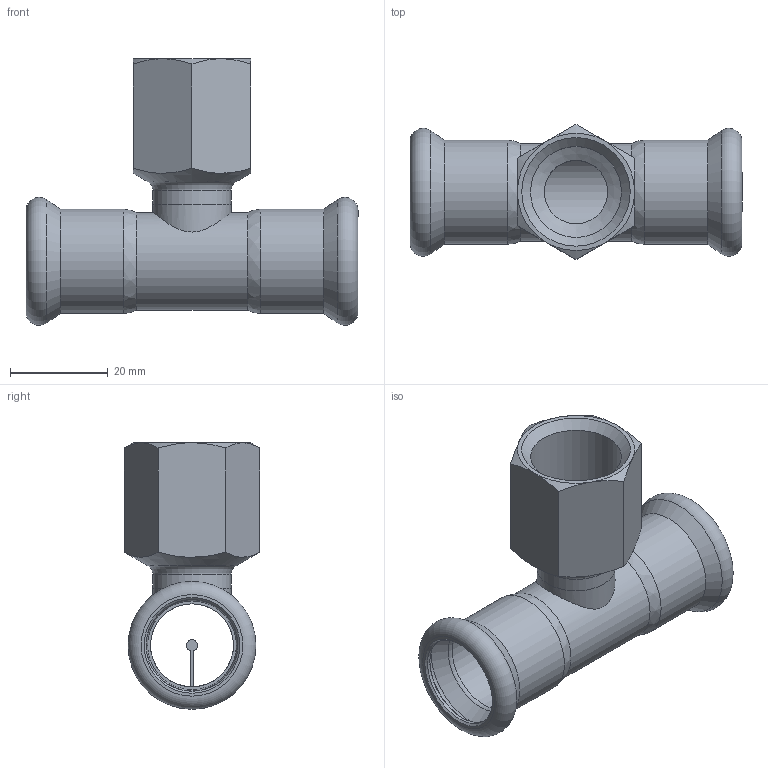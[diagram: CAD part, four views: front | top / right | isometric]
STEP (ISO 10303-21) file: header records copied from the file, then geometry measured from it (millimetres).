
FILE_DESCRIPTION(/* description */ (''),/* implementation_level */ '2;1');
FILE_NAME(/* name */ '34053.stp',/* time_stamp */ '2014-04-01T20:27:11+02:00',/* author */ ('bruh'),/* organization */ (''),/* preprocessor_version */ 'ST-DEVELOPER v15.2',/* originating_system */ 'Autodesk Inventor 2014',/* authorisation */ '');
FILE_SCHEMA (('AUTOMOTIVE_DESIGN { 1 0 10303 214 3 1 1 }'));
Length unit declared in the file: millimetre
Products named in the file (4): 401090; 900022; 101556; 34053
Bounding box: 68 x 27.71 x 54.6 mm (x, y, z)
Volume: 13973 mm3; surface area: 14634.9 mm2
Topology: 4 solids, 4 shells, 68 faces, 144 edges, 89 vertices
Faces by surface type: plane 25, cylinder 17, cone 17, torus 7, bspline 2
Full cylindrical faces by diameter (mm): 13 x2, 16 x2, 17 x3, 18.2 x2, 18.631 x1, 18.8 x2, 20 x1, 21.3 x2
Entity records: 1355 total; most frequent: CARTESIAN_POINT 337, DIRECTION 206, ORIENTED_EDGE 152, AXIS2_PLACEMENT_3D 96, EDGE_LOOP 81, EDGE_CURVE 76, VERTEX_POINT 59, ADVANCED_FACE 48
